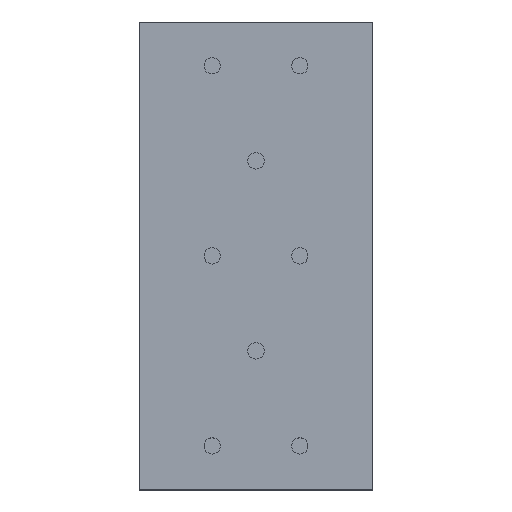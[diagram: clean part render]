
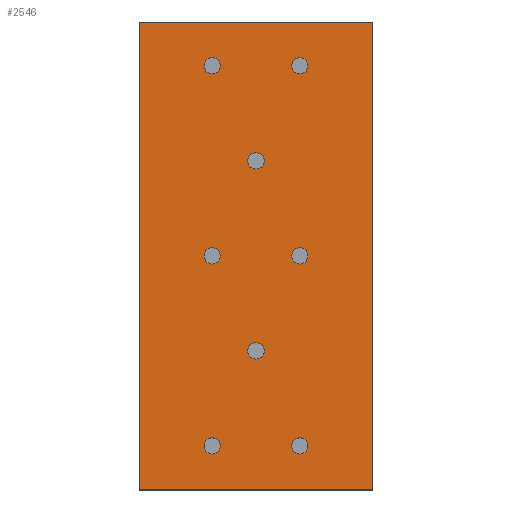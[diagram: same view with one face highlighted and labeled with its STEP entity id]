
A CAD part, top view. The second image highlights one B-rep face of the part: STEP entity #2546.
In plain terms, the highlighted planar face has unit normal (0, 0, 1).
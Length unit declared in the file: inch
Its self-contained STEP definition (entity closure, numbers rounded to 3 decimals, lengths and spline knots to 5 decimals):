
#1587=CARTESIAN_POINT('',(-0.3055,-1.125,0.3775));
#1588=VERTEX_POINT('',#1587);
#1604=CARTESIAN_POINT('',(-0.4445,-1.125,0.3775));
#1605=VERTEX_POINT('',#1604);
#1612=CARTESIAN_POINT('',(-0.375,-1.125,0.3775));
#1613=DIRECTION('',(0.0,0.0,-1.0));
#1614=DIRECTION('',(1.0,0.0,0.0));
#1615=AXIS2_PLACEMENT_3D('',#1612,#1613,#1614);
#1616=CIRCLE('',#1615,0.0695);
#1617=EDGE_CURVE('',#1588,#1605,#1616,.T.);
#1629=CARTESIAN_POINT('',(0.4445,-1.125,0.3775));
#1630=VERTEX_POINT('',#1629);
#1646=CARTESIAN_POINT('',(0.3055,-1.125,0.3775));
#1647=VERTEX_POINT('',#1646);
#1654=CARTESIAN_POINT('',(0.375,-1.125,0.3775));
#1655=DIRECTION('',(0.0,0.0,-1.0));
#1656=DIRECTION('',(1.0,0.0,0.0));
#1657=AXIS2_PLACEMENT_3D('',#1654,#1655,#1656);
#1658=CIRCLE('',#1657,0.0695);
#1659=EDGE_CURVE('',#1630,#1647,#1658,.T.);
#1671=CARTESIAN_POINT('',(-0.3055,0.5,0.3775));
#1672=VERTEX_POINT('',#1671);
#1688=CARTESIAN_POINT('',(-0.4445,0.5,0.3775));
#1689=VERTEX_POINT('',#1688);
#1696=CARTESIAN_POINT('',(-0.375,0.5,0.3775));
#1697=DIRECTION('',(0.0,0.0,-1.0));
#1698=DIRECTION('',(1.0,0.0,0.0));
#1699=AXIS2_PLACEMENT_3D('',#1696,#1697,#1698);
#1700=CIRCLE('',#1699,0.0695);
#1701=EDGE_CURVE('',#1672,#1689,#1700,.T.);
#1713=CARTESIAN_POINT('',(0.4445,0.5,0.3775));
#1714=VERTEX_POINT('',#1713);
#1730=CARTESIAN_POINT('',(0.3055,0.5,0.3775));
#1731=VERTEX_POINT('',#1730);
#1738=CARTESIAN_POINT('',(0.375,0.5,0.3775));
#1739=DIRECTION('',(0.0,0.0,-1.0));
#1740=DIRECTION('',(1.0,0.0,0.0));
#1741=AXIS2_PLACEMENT_3D('',#1738,#1739,#1740);
#1742=CIRCLE('',#1741,0.0695);
#1743=EDGE_CURVE('',#1714,#1731,#1742,.T.);
#1755=CARTESIAN_POINT('',(-0.3055,2.125,0.3775));
#1756=VERTEX_POINT('',#1755);
#1772=CARTESIAN_POINT('',(-0.4445,2.125,0.3775));
#1773=VERTEX_POINT('',#1772);
#1780=CARTESIAN_POINT('',(-0.375,2.125,0.3775));
#1781=DIRECTION('',(0.0,0.0,-1.0));
#1782=DIRECTION('',(1.0,0.0,0.0));
#1783=AXIS2_PLACEMENT_3D('',#1780,#1781,#1782);
#1784=CIRCLE('',#1783,0.0695);
#1785=EDGE_CURVE('',#1756,#1773,#1784,.T.);
#1797=CARTESIAN_POINT('',(0.4445,2.125,0.3775));
#1798=VERTEX_POINT('',#1797);
#1814=CARTESIAN_POINT('',(0.3055,2.125,0.3775));
#1815=VERTEX_POINT('',#1814);
#1822=CARTESIAN_POINT('',(0.375,2.125,0.3775));
#1823=DIRECTION('',(0.0,0.0,-1.0));
#1824=DIRECTION('',(1.0,0.0,0.0));
#1825=AXIS2_PLACEMENT_3D('',#1822,#1823,#1824);
#1826=CIRCLE('',#1825,0.0695);
#1827=EDGE_CURVE('',#1798,#1815,#1826,.T.);
#1839=CARTESIAN_POINT('',(0.0695,-0.3125,0.3775));
#1840=VERTEX_POINT('',#1839);
#1856=CARTESIAN_POINT('',(-0.0695,-0.3125,0.3775));
#1857=VERTEX_POINT('',#1856);
#1864=CARTESIAN_POINT('',(0.,-0.3125,0.3775));
#1865=DIRECTION('',(0.0,0.0,-1.0));
#1866=DIRECTION('',(1.0,0.0,0.0));
#1867=AXIS2_PLACEMENT_3D('',#1864,#1865,#1866);
#1868=CIRCLE('',#1867,0.0695);
#1869=EDGE_CURVE('',#1840,#1857,#1868,.T.);
#1881=CARTESIAN_POINT('',(0.0695,1.3125,0.3775));
#1882=VERTEX_POINT('',#1881);
#1898=CARTESIAN_POINT('',(-0.0695,1.3125,0.3775));
#1899=VERTEX_POINT('',#1898);
#1906=CARTESIAN_POINT('',(0.,1.3125,0.3775));
#1907=DIRECTION('',(0.0,0.0,-1.0));
#1908=DIRECTION('',(1.0,0.0,0.0));
#1909=AXIS2_PLACEMENT_3D('',#1906,#1907,#1908);
#1910=CIRCLE('',#1909,0.0695);
#1911=EDGE_CURVE('',#1882,#1899,#1910,.T.);
#1922=CARTESIAN_POINT('',(0.,1.3125,0.3775));
#1923=DIRECTION('',(0.0,0.0,-1.0));
#1924=DIRECTION('',(1.0,0.0,0.0));
#1925=AXIS2_PLACEMENT_3D('',#1922,#1923,#1924);
#1926=CIRCLE('',#1925,0.0695);
#1927=EDGE_CURVE('',#1899,#1882,#1926,.T.);
#1946=CARTESIAN_POINT('',(0.,-0.3125,0.3775));
#1947=DIRECTION('',(0.0,0.0,-1.0));
#1948=DIRECTION('',(1.0,0.0,0.0));
#1949=AXIS2_PLACEMENT_3D('',#1946,#1947,#1948);
#1950=CIRCLE('',#1949,0.0695);
#1951=EDGE_CURVE('',#1857,#1840,#1950,.T.);
#1970=CARTESIAN_POINT('',(0.375,2.125,0.3775));
#1971=DIRECTION('',(0.0,0.0,-1.0));
#1972=DIRECTION('',(1.0,0.0,0.0));
#1973=AXIS2_PLACEMENT_3D('',#1970,#1971,#1972);
#1974=CIRCLE('',#1973,0.0695);
#1975=EDGE_CURVE('',#1815,#1798,#1974,.T.);
#1994=CARTESIAN_POINT('',(-0.375,2.125,0.3775));
#1995=DIRECTION('',(0.0,0.0,-1.0));
#1996=DIRECTION('',(1.0,0.0,0.0));
#1997=AXIS2_PLACEMENT_3D('',#1994,#1995,#1996);
#1998=CIRCLE('',#1997,0.0695);
#1999=EDGE_CURVE('',#1773,#1756,#1998,.T.);
#2018=CARTESIAN_POINT('',(0.375,0.5,0.3775));
#2019=DIRECTION('',(0.0,0.0,-1.0));
#2020=DIRECTION('',(1.0,0.0,0.0));
#2021=AXIS2_PLACEMENT_3D('',#2018,#2019,#2020);
#2022=CIRCLE('',#2021,0.0695);
#2023=EDGE_CURVE('',#1731,#1714,#2022,.T.);
#2042=CARTESIAN_POINT('',(-0.375,0.5,0.3775));
#2043=DIRECTION('',(0.0,0.0,-1.0));
#2044=DIRECTION('',(1.0,0.0,0.0));
#2045=AXIS2_PLACEMENT_3D('',#2042,#2043,#2044);
#2046=CIRCLE('',#2045,0.0695);
#2047=EDGE_CURVE('',#1689,#1672,#2046,.T.);
#2066=CARTESIAN_POINT('',(0.375,-1.125,0.3775));
#2067=DIRECTION('',(0.0,0.0,-1.0));
#2068=DIRECTION('',(1.0,0.0,0.0));
#2069=AXIS2_PLACEMENT_3D('',#2066,#2067,#2068);
#2070=CIRCLE('',#2069,0.0695);
#2071=EDGE_CURVE('',#1647,#1630,#2070,.T.);
#2131=CARTESIAN_POINT('',(-1.,2.5,0.3775));
#2132=VERTEX_POINT('',#2131);
#2139=CARTESIAN_POINT('',(1.,2.5,0.3775));
#2140=VERTEX_POINT('',#2139);
#2141=CARTESIAN_POINT('',(1.,2.5,0.3775));
#2142=DIRECTION('',(-1.0,0.0,0.0));
#2143=VECTOR('',#2142,2.);
#2144=LINE('',#2141,#2143);
#2145=EDGE_CURVE('',#2140,#2132,#2144,.T.);
#2194=CARTESIAN_POINT('',(-0.375,-1.125,0.3775));
#2195=DIRECTION('',(0.0,0.0,-1.0));
#2196=DIRECTION('',(1.0,0.0,0.0));
#2197=AXIS2_PLACEMENT_3D('',#2194,#2195,#2196);
#2198=CIRCLE('',#2197,0.0695);
#2199=EDGE_CURVE('',#1605,#1588,#2198,.T.);
#2472=CARTESIAN_POINT('',(1.0,-1.5,0.3775));
#2473=VERTEX_POINT('',#2472);
#2474=CARTESIAN_POINT('',(1.0,-1.5,0.3775));
#2475=DIRECTION('',(0.0,1.0,0.0));
#2476=VECTOR('',#2475,4.0);
#2477=LINE('',#2474,#2476);
#2478=EDGE_CURVE('',#2473,#2140,#2477,.T.);
#2491=CARTESIAN_POINT('',(-1.1,-1.7,0.3775));
#2492=DIRECTION('',(0.0,0.0,1.0));
#2493=DIRECTION('',(1.0,0.0,0.0));
#2494=AXIS2_PLACEMENT_3D('',#2491,#2492,#2493);
#2495=PLANE('',#2494);
#2496=CARTESIAN_POINT('',(-1.0,-1.5,0.3775));
#2497=VERTEX_POINT('',#2496);
#2498=CARTESIAN_POINT('',(-1.0,-1.5,0.3775));
#2499=DIRECTION('',(0.0,1.0,0.0));
#2500=VECTOR('',#2499,4.0);
#2501=LINE('',#2498,#2500);
#2502=EDGE_CURVE('',#2497,#2132,#2501,.T.);
#2503=ORIENTED_EDGE('',*,*,#2502,.F.);
#2504=CARTESIAN_POINT('',(-1.0,-1.5,0.3775));
#2505=DIRECTION('',(1.0,0.0,0.0));
#2506=VECTOR('',#2505,2.0);
#2507=LINE('',#2504,#2506);
#2508=EDGE_CURVE('',#2497,#2473,#2507,.T.);
#2509=ORIENTED_EDGE('',*,*,#2508,.T.);
#2510=ORIENTED_EDGE('',*,*,#2478,.T.);
#2511=ORIENTED_EDGE('',*,*,#2145,.T.);
#2512=EDGE_LOOP('',(#2503,#2509,#2510,#2511));
#2513=FACE_OUTER_BOUND('',#2512,.T.);
#2514=ORIENTED_EDGE('',*,*,#1911,.T.);
#2515=ORIENTED_EDGE('',*,*,#1927,.T.);
#2516=EDGE_LOOP('',(#2514,#2515));
#2517=FACE_BOUND('',#2516,.T.);
#2518=ORIENTED_EDGE('',*,*,#1869,.T.);
#2519=ORIENTED_EDGE('',*,*,#1951,.T.);
#2520=EDGE_LOOP('',(#2518,#2519));
#2521=FACE_BOUND('',#2520,.T.);
#2522=ORIENTED_EDGE('',*,*,#1827,.T.);
#2523=ORIENTED_EDGE('',*,*,#1975,.T.);
#2524=EDGE_LOOP('',(#2522,#2523));
#2525=FACE_BOUND('',#2524,.T.);
#2526=ORIENTED_EDGE('',*,*,#1785,.T.);
#2527=ORIENTED_EDGE('',*,*,#1999,.T.);
#2528=EDGE_LOOP('',(#2526,#2527));
#2529=FACE_BOUND('',#2528,.T.);
#2530=ORIENTED_EDGE('',*,*,#1743,.T.);
#2531=ORIENTED_EDGE('',*,*,#2023,.T.);
#2532=EDGE_LOOP('',(#2530,#2531));
#2533=FACE_BOUND('',#2532,.T.);
#2534=ORIENTED_EDGE('',*,*,#1701,.T.);
#2535=ORIENTED_EDGE('',*,*,#2047,.T.);
#2536=EDGE_LOOP('',(#2534,#2535));
#2537=FACE_BOUND('',#2536,.T.);
#2538=ORIENTED_EDGE('',*,*,#1659,.T.);
#2539=ORIENTED_EDGE('',*,*,#2071,.T.);
#2540=EDGE_LOOP('',(#2538,#2539));
#2541=FACE_BOUND('',#2540,.T.);
#2542=ORIENTED_EDGE('',*,*,#1617,.T.);
#2543=ORIENTED_EDGE('',*,*,#2199,.T.);
#2544=EDGE_LOOP('',(#2542,#2543));
#2545=FACE_BOUND('',#2544,.T.);
#2546=ADVANCED_FACE('',(#2513,#2517,#2521,#2525,#2529,#2533,#2537,#2541,#2545),#2495,.T.);
